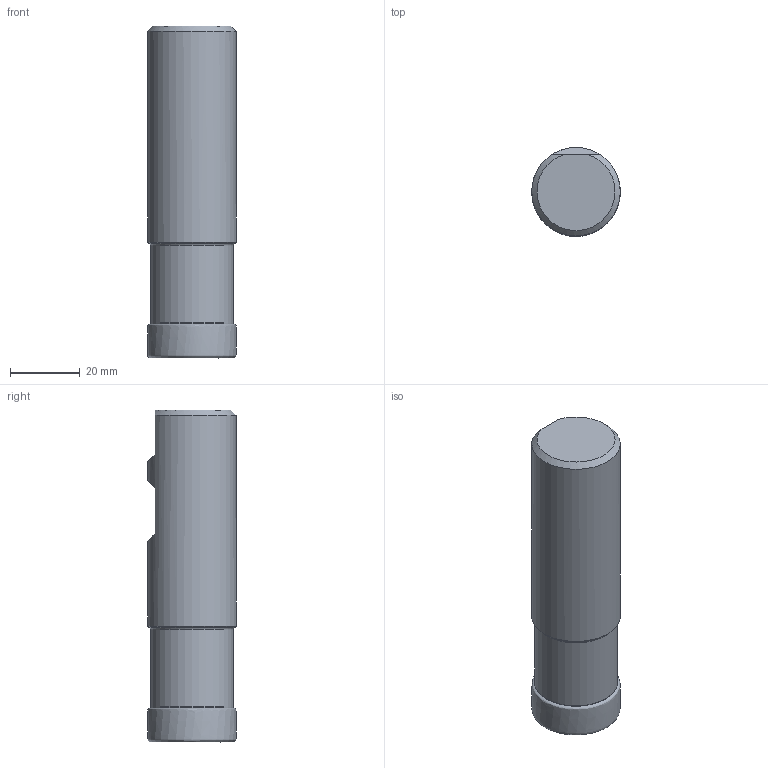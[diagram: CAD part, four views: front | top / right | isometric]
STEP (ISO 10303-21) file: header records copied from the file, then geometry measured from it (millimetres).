
FILE_DESCRIPTION(/* description */ (''),/* implementation_level */ '2;1');
FILE_NAME(/* name */ 'TOOLASSEMBLY_1.STP',/* time_stamp */ '2024-08-27T14:21:03+02:00',/* author */ (''),/* organization */ ('SMS'),/* preprocessor_version */ 'ST-DEVELOPER v16.7',/* originating_system */ 'SIEMENS PLM Software NX 12.0',/* authorisation */ '');
FILE_SCHEMA (('AUTOMOTIVE_DESIGN { 1 0 10303 214 3 1 1 1 }'));
Length unit declared in the file: millimetre
Products named in the file (4): ASSEMBLY_CONSTRUCTION; CUT_20240827141945; NOCUT_20240827141930; TOOLASSEMBLY_1
Assembly tree (3 placements, depth 2):
  TOOLASSEMBLY_1
    NOCUT_20240827141930
    CUT_20240827141945
    ASSEMBLY_CONSTRUCTION
Bounding box: 25.4 x 25.41 x 95.25 mm (x, y, z)
Volume: 48706.6 mm3; surface area: 10088.9 mm2
Topology: 2 solids, 2 shells, 26 faces, 60 edges, 45 vertices
Faces by surface type: plane 8, torus 8, cone 7, cylinder 2, bspline 1
Full cylindrical faces by diameter (mm): 23.8 x1, 25.393 x1
Entity records: 5056 total; most frequent: CARTESIAN_POINT 4399, DIRECTION 126, ORIENTED_EDGE 64, AXIS2_PLACEMENT_3D 59, EDGE_LOOP 43, FACE_BOUND 36, EDGE_CURVE 32, VERTEX_POINT 28
